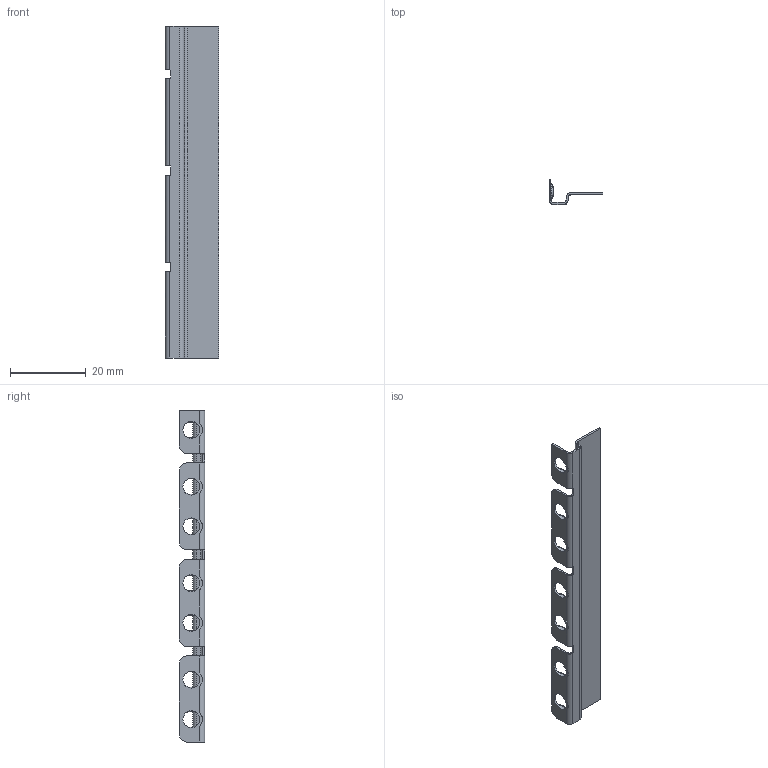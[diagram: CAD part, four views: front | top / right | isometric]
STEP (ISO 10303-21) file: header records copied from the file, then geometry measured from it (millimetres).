
FILE_DESCRIPTION (( 'STEP AP214' ), '1' );
FILE_NAME ('ab ¹öÖé¹Ì¶¨ test.STEP', '2016-01-29T04:52:29', ( '' ), ( '' ), 'SwSTEP 2.0', 'SolidWorks 2016', '' );
FILE_SCHEMA (( 'AUTOMOTIVE_DESIGN' ));
Length unit declared in the file: millimetre
Products named in the file (1): ab 幗紩嘐隅 testtesttest
Bounding box: 14.25 x 6.7 x 87.75 mm (x, y, z)
Volume: 883.3 mm3; surface area: 3702.4 mm2
Topology: 1 solids, 1 shells, 246 faces, 685 edges, 399 vertices
Faces by surface type: bspline 126, cylinder 56, plane 36, sphere 14, torus 14
Entity records: 11534 total; most frequent: CARTESIAN_POINT 6362, ORIENTED_EDGE 1244, DIRECTION 846, EDGE_CURVE 622, VERTEX_POINT 378, AXIS2_PLACEMENT_3D 338, EDGE_LOOP 260, FACE_OUTER_BOUND 246
